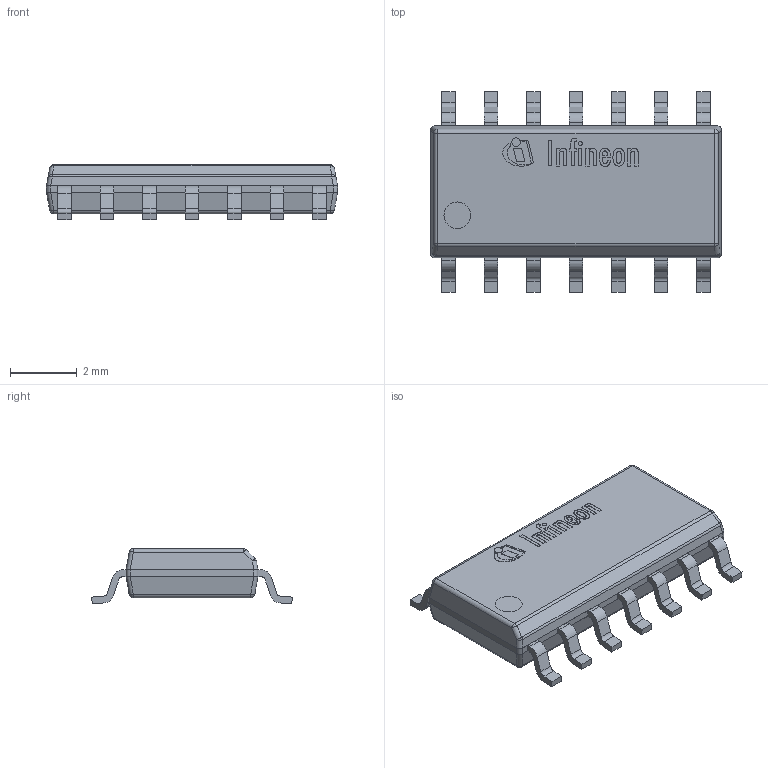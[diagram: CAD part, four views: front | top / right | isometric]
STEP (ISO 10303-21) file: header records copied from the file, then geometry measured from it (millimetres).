
FILE_DESCRIPTION(/* description */ (''),/* implementation_level */ '2;1');
FILE_NAME(/* name */ 'PG-DSO-14-62_C66065-A5697-C004-03-0004.stp',/* time_stamp */ '2017-04-25T15:06:21+08:00',/* author */ ('guptavas'),/* organization */ (''),/* preprocessor_version */ 'ST-DEVELOPER v15.2',/* originating_system */ 'Autodesk Inventor 2014',/* authorisation */ '');
FILE_SCHEMA (('CONFIG_CONTROL_DESIGN'));
Length unit declared in the file: millimetre
Products named in the file (7): PG-DSO-14-62_Lower Mold; PG-DSO-14-62_Middle Mold; PG-DSO-14-62_Upper Mold; PG-DSO-14-62_Pin 1; PG-DSO-14-62_Gullwing; PG-DSO-14-62_Logo; PG-DSO-14-62
Assembly tree (19 placements, depth 2):
  PG-DSO-14-62
    PG-DSO-14-62_Lower Mold
    PG-DSO-14-62_Middle Mold
    PG-DSO-14-62_Upper Mold
    PG-DSO-14-62_Pin 1
    PG-DSO-14-62_Gullwing  x14
    PG-DSO-14-62_Logo
Bounding box: 8.69 x 5.99 x 1.66 mm (x, y, z)
Volume: 49.8 mm3; surface area: 265.1 mm2
Topology: 30 solids, 30 shells, 468 faces, 1194 edges, 786 vertices
Faces by surface type: plane 241, cylinder 217, sphere 10
Full cylindrical faces by diameter (mm): 0.124 x1, 0.257 x1, 0.8 x1
Entity records: 9038 total; most frequent: DIRECTION 1677, CARTESIAN_POINT 1509, ORIENTED_EDGE 1446, EDGE_CURVE 723, AXIS2_PLACEMENT_3D 642, VERTEX_POINT 474, LINE 393, VECTOR 393
